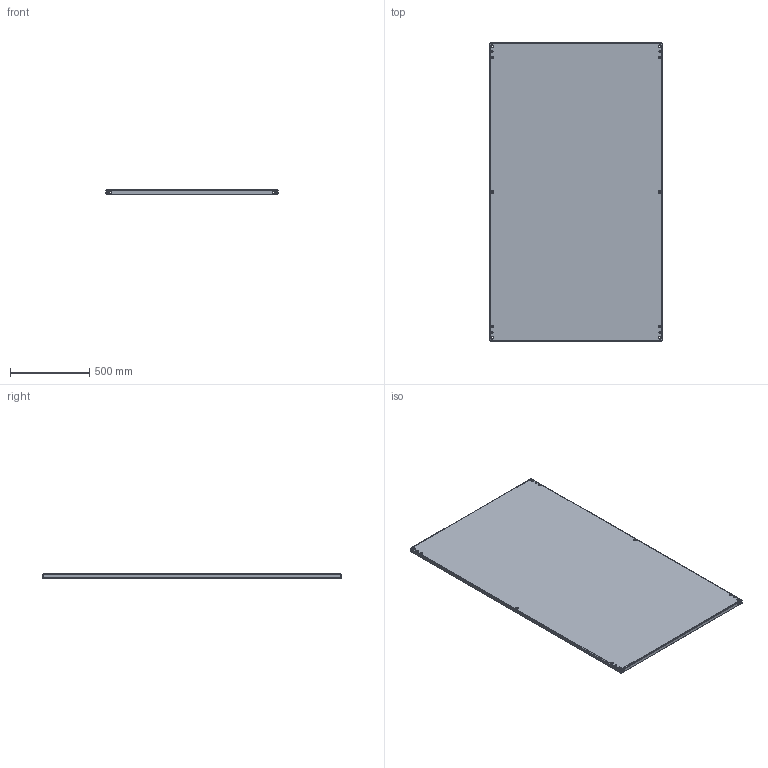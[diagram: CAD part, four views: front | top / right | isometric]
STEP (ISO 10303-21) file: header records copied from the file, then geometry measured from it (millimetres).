
FILE_DESCRIPTION (( 'STEP AP214' ), '1' );
FILE_NAME ('707.220.STEP', '2024-08-21T08:54:07', ( '' ), ( '' ), 'SwSTEP 2.0', 'SolidWorks 2021', '' );
FILE_SCHEMA (( 'AUTOMOTIVE_DESIGN' ));
Length unit declared in the file: millimetre
Products named in the file (3): 707.220; 707.220 昑; Çàêëåïêà ðåçüáîâàÿ Ì8 øåñòèãðàííàÿ ñ óìåíüøåííûì áîðòîì
Assembly tree (5 placements, depth 2):
  707.220
    707.220 昑
    Çàêëåïêà ðåçüáîâàÿ Ì8 øåñòèãðàííàÿ ñ óìåíüøåííûì áîðòîì  x4
Bounding box: 1088 x 1888 x 26.6 mm (x, y, z)
Volume: 6726553.2 mm3; surface area: 4512250.7 mm2
Topology: 5 solids, 5 shells, 420 faces, 1188 edges, 752 vertices
Faces by surface type: cylinder 236, plane 144, cone 24, bspline 16
Entity records: 13252 total; most frequent: CARTESIAN_POINT 3335, DIRECTION 2082, ORIENTED_EDGE 2028, EDGE_CURVE 1014, AXIS2_PLACEMENT_3D 793, VERTEX_POINT 644, EDGE_LOOP 510, VECTOR 496
